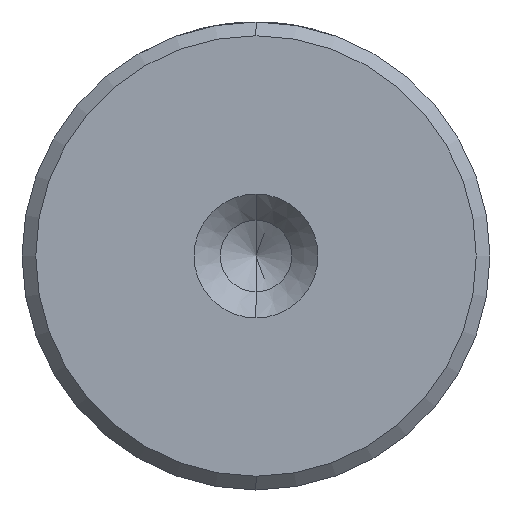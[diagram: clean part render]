
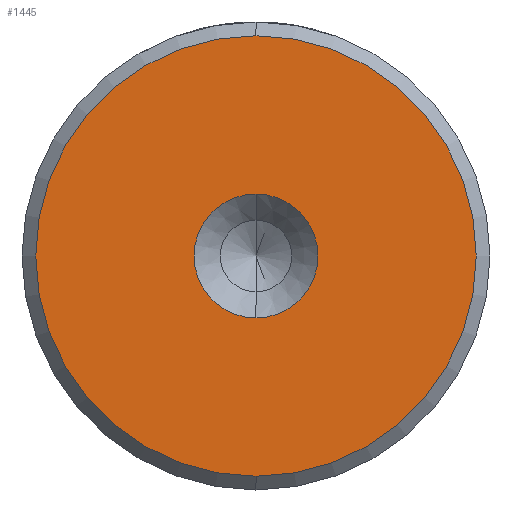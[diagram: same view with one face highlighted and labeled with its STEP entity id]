
A CAD part, left-side view. The second image highlights one B-rep face of the part: STEP entity #1445.
In plain terms, the highlighted planar face has unit normal (-1, 0, 0).
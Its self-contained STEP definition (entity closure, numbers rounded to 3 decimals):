
#69 = DIRECTION ( 'NONE',  ( 0., 0., 1. ) ) ;
#101 = DIRECTION ( 'NONE',  ( 0., 0., 1. ) ) ;
#152 = AXIS2_PLACEMENT_3D ( 'NONE', #1875, #857, #2053 ) ;
#212 = EDGE_LOOP ( 'NONE', ( #789, #1584 ) ) ;
#249 = EDGE_CURVE ( 'NONE', #1116, #684, #1613, .T. ) ;
#253 = CIRCLE ( 'NONE', #152, 8. ) ;
#295 = ORIENTED_EDGE ( 'NONE', *, *, #2255, .T. ) ;
#622 = EDGE_LOOP ( 'NONE', ( #1152, #295 ) ) ;
#684 = VERTEX_POINT ( 'NONE', #1585 ) ;
#789 = ORIENTED_EDGE ( 'NONE', *, *, #1283, .F. ) ;
#857 = DIRECTION ( 'NONE',  ( -1., 0., 0. ) ) ;
#915 = CARTESIAN_POINT ( 'NONE',  ( 0., 0., -2.25 ) ) ;
#958 = CARTESIAN_POINT ( 'NONE',  ( 0., 0., 2.25 ) ) ;
#971 = AXIS2_PLACEMENT_3D ( 'NONE', #2032, #1009, #2218 ) ;
#1009 = DIRECTION ( 'NONE',  ( -1., 0., 0. ) ) ;
#1064 = DIRECTION ( 'NONE',  ( 0., 0., 1. ) ) ;
#1079 = DIRECTION ( 'NONE',  ( -1., 0., 0. ) ) ;
#1085 = CARTESIAN_POINT ( 'NONE',  ( 0., 0., 0. ) ) ;
#1112 = DIRECTION ( 'NONE',  ( -1., 0., 0. ) ) ;
#1116 = VERTEX_POINT ( 'NONE', #1749 ) ;
#1144 = DIRECTION ( 'NONE',  ( -1., 0., 0. ) ) ;
#1152 = ORIENTED_EDGE ( 'NONE', *, *, #249, .T. ) ;
#1182 = VERTEX_POINT ( 'NONE', #915 ) ;
#1283 = EDGE_CURVE ( 'NONE', #1477, #1182, #1505, .T. ) ;
#1288 = FACE_OUTER_BOUND ( 'NONE', #622, .T. ) ;
#1370 = CIRCLE ( 'NONE', #971, 2.25 ) ;
#1445 = ADVANCED_FACE ( 'NONE', ( #1288, #2166 ), #2154, .T. ) ;
#1477 = VERTEX_POINT ( 'NONE', #958 ) ;
#1505 = CIRCLE ( 'NONE', #2096, 2.25 ) ;
#1584 = ORIENTED_EDGE ( 'NONE', *, *, #1668, .F. ) ;
#1585 = CARTESIAN_POINT ( 'NONE',  ( 0., 0., 8. ) ) ;
#1613 = CIRCLE ( 'NONE', #2217, 8. ) ;
#1668 = EDGE_CURVE ( 'NONE', #1182, #1477, #1370, .T. ) ;
#1749 = CARTESIAN_POINT ( 'NONE',  ( 0., 0., -8. ) ) ;
#1791 = CARTESIAN_POINT ( 'NONE',  ( 0., 0., 0. ) ) ;
#1809 = AXIS2_PLACEMENT_3D ( 'NONE', #1791, #1112, #69 ) ;
#1875 = CARTESIAN_POINT ( 'NONE',  ( 0., 0., 0. ) ) ;
#2032 = CARTESIAN_POINT ( 'NONE',  ( 0., 0., 0. ) ) ;
#2053 = DIRECTION ( 'NONE',  ( 0., 0., 1. ) ) ;
#2096 = AXIS2_PLACEMENT_3D ( 'NONE', #2184, #1144, #101 ) ;
#2154 = PLANE ( 'NONE',  #1809 ) ;
#2166 = FACE_BOUND ( 'NONE', #212, .T. ) ;
#2184 = CARTESIAN_POINT ( 'NONE',  ( 0., 0., 0. ) ) ;
#2217 = AXIS2_PLACEMENT_3D ( 'NONE', #1085, #1079, #1064 ) ;
#2218 = DIRECTION ( 'NONE',  ( 0., 0., 1. ) ) ;
#2255 = EDGE_CURVE ( 'NONE', #684, #1116, #253, .T. ) ;
